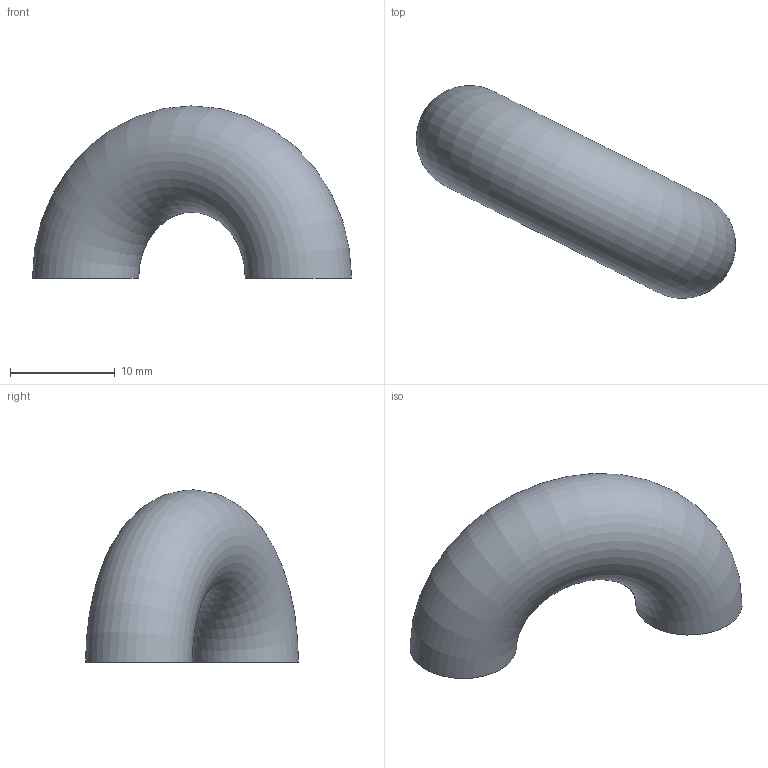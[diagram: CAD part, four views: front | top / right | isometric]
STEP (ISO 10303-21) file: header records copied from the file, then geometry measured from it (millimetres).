
FILE_DESCRIPTION(/* description */ (''),/* implementation_level */ '2;1');
FILE_NAME(/* name */ 'Half Off-Axis Donut Revolve Demo.stp',/* time_stamp */ '2020-10-19T00:24:55-05:00',/* author */ ('oriani'),/* organization */ (''),/* preprocessor_version */ 'ST-DEVELOPER v17',/* originating_system */ 'Autodesk Inventor 2019',/* authorisation */ '');
FILE_SCHEMA (('AUTOMOTIVE_DESIGN { 1 0 10303 214 3 1 1 }'));
Length unit declared in the file: inch
Products named in the file (1): Half Off-Axis Donut Revolve Demo
Bounding box: 30.47 x 20.32 x 16.43 mm (x, y, z)
Volume: 2893.2 mm3; surface area: 1301.2 mm2
Topology: 1 solids, 1 shells, 3 faces, 5 edges, 4 vertices
Faces by surface type: plane 2, torus 1
Entity records: 115 total; most frequent: DIRECTION 18, CARTESIAN_POINT 13, ORIENTED_EDGE 10, AXIS2_PLACEMENT_3D 9, CIRCLE 5, EDGE_CURVE 5, VERTEX_POINT 4, FACE_OUTER_BOUND 3
